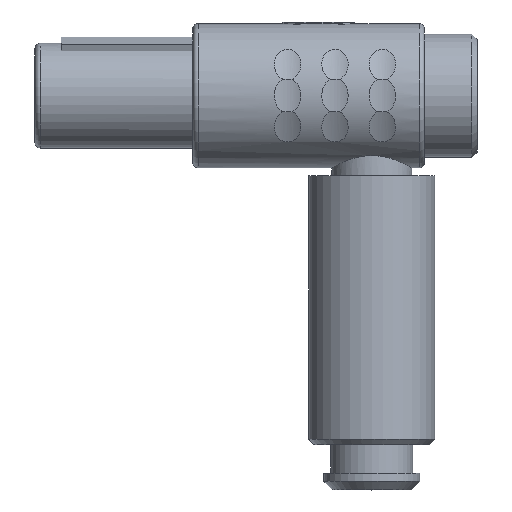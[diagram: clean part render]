
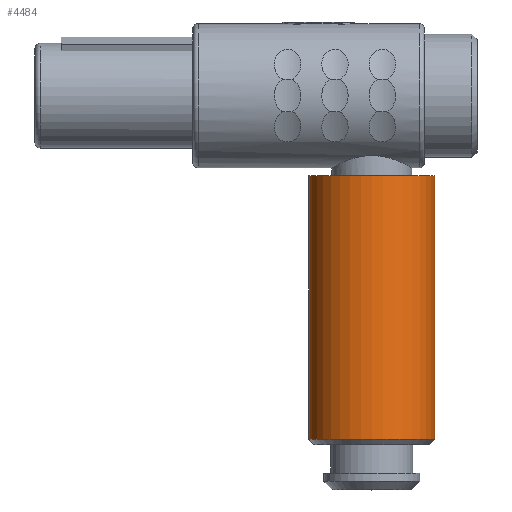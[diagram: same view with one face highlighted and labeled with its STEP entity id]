
A CAD part, top view. The second image highlights one B-rep face of the part: STEP entity #4484.
In plain terms, the highlighted cylindrical face has radius 6 mm (diameter 12 mm), a partial arc.
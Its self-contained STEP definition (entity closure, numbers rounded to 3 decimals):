
#1041=CARTESIAN_POINT('',(10.3,-7.6,0.));
#1042=DIRECTION('',(0.,-1.,0.));
#1043=DIRECTION('',(1.,0.,0.));
#1044=AXIS2_PLACEMENT_3D('',#1041,#1042,#1043);
#1046=DIRECTION('',(0.,1.,0.));
#1047=VECTOR('',#1046,25.05);
#1048=CARTESIAN_POINT('',(16.3,-32.65,
0.));
#1049=LINE('',#1048,#1047);
#1050=DIRECTION('',(0.,1.,0.));
#1051=VECTOR('',#1050,25.05);
#1052=CARTESIAN_POINT('',(4.3,-32.65,
0.));
#1053=LINE('',#1052,#1051);
#1059=CARTESIAN_POINT('',(10.3,-32.65,0.));
#1060=DIRECTION('',(0.,1.,0.));
#1061=DIRECTION('',(-1.,0.,0.));
#1062=AXIS2_PLACEMENT_3D('',#1059,#1060,#1061);
#2751=CARTESIAN_POINT('',(16.3,-7.6,0.));
#2752=CARTESIAN_POINT('',(4.3,-7.6,0.));
#2753=VERTEX_POINT('',#2751);
#2754=VERTEX_POINT('',#2752);
#2783=CARTESIAN_POINT('',(16.3,-32.65,
0.));
#2784=VERTEX_POINT('',#2783);
#2785=CARTESIAN_POINT('',(4.3,-32.65,
0.));
#2786=VERTEX_POINT('',#2785);
#4472=CARTESIAN_POINT('',(10.3,-2.17,0.));
#4473=DIRECTION('',(0.,-1.,0.));
#4474=DIRECTION('',(-1.,0.,0.));
#4475=AXIS2_PLACEMENT_3D('',#4472,#4473,#4474);
#4476=CYLINDRICAL_SURFACE('',#4475,6.);
#4477=ORIENTED_EDGE('',*,*,#4455,.F.);
#4479=ORIENTED_EDGE('',*,*,#4478,.F.);
#4480=ORIENTED_EDGE('',*,*,#4458,.T.);
#4481=ORIENTED_EDGE('',*,*,#4434,.F.);
#4482=EDGE_LOOP('',(#4477,#4479,#4480,#4481));
#4483=FACE_OUTER_BOUND('',#4482,.F.);
#1045=CIRCLE('',#1044,6.);
#1063=CIRCLE('',#1062,6.);
#4434=EDGE_CURVE('',#2753,#2754,#1045,.T.);
#4455=EDGE_CURVE('',#2784,#2753,#1049,.T.);
#4458=EDGE_CURVE('',#2786,#2754,#1053,.T.);
#4478=EDGE_CURVE('',#2786,#2784,#1063,.T.);
#4484=ADVANCED_FACE('',(#4483),#4476,.T.);
